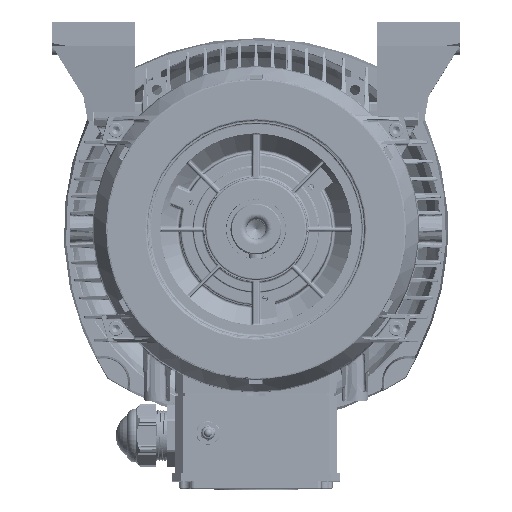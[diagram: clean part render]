
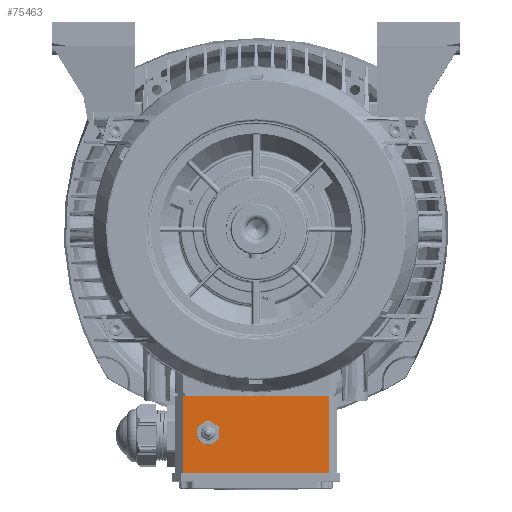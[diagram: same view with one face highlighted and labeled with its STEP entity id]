
A CAD part, top view. The second image highlights one B-rep face of the part: STEP entity #75463.
In plain terms, the highlighted planar face has unit normal (0, 0, 1).
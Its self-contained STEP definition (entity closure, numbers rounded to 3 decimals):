
#42179=LINE('',#432144,#57613);
#42366=LINE('',#432829,#57800);
#42377=LINE('',#432850,#57811);
#42378=LINE('',#432852,#57812);
#57613=VECTOR('',#311286,1.);
#57800=VECTOR('',#311965,1.);
#57811=VECTOR('',#311986,1.);
#57812=VECTOR('',#311989,1.);
#75463=ADVANCED_FACE('',(#92344,#92345),#87064,.T.);
#87064=PLANE('',#273804);
#92344=FACE_BOUND('',#100770,.T.);
#92345=FACE_BOUND('',#100771,.T.);
#100770=EDGE_LOOP('',(#142364));
#100771=EDGE_LOOP('',(#142365,#142366,#142367,#142368));
#142364=ORIENTED_EDGE('',*,*,#231333,.F.);
#142365=ORIENTED_EDGE('',*,*,#231512,.F.);
#142366=ORIENTED_EDGE('',*,*,#231524,.F.);
#142367=ORIENTED_EDGE('',*,*,#231208,.T.);
#142368=ORIENTED_EDGE('',*,*,#231523,.T.);
#200501=VERTEX_POINT('',#432143);
#200502=VERTEX_POINT('',#432145);
#200585=VERTEX_POINT('',#432448);
#200696=VERTEX_POINT('',#432828);
#200697=VERTEX_POINT('',#432830);
#231208=EDGE_CURVE('',#200502,#200501,#42179,.T.);
#231333=EDGE_CURVE('',#200585,#200585,#259557,.T.);
#231512=EDGE_CURVE('',#200696,#200697,#42366,.T.);
#231523=EDGE_CURVE('',#200501,#200697,#42377,.T.);
#231524=EDGE_CURVE('',#200502,#200696,#42378,.T.);
#259557=CIRCLE('',#273648,9.25);
#273648=AXIS2_PLACEMENT_3D('',#432447,#311545,#311546);
#273804=AXIS2_PLACEMENT_3D('',#432853,#311990,#311991);
#311286=DIRECTION('',(-1.,0.,0.));
#311545=DIRECTION('',(0.,0.,1.));
#311546=DIRECTION('',(1.,0.,0.));
#311965=DIRECTION('',(-1.,0.,0.));
#311986=DIRECTION('',(0.,-1.,0.));
#311989=DIRECTION('',(0.,-1.,0.));
#311990=DIRECTION('',(0.,0.,1.));
#311991=DIRECTION('',(1.,0.,0.));
#432143=CARTESIAN_POINT('',(-79.5,-181.,393.85));
#432144=CARTESIAN_POINT('',(79.5,-181.,393.85));
#432145=CARTESIAN_POINT('',(79.5,-181.,393.85));
#432447=CARTESIAN_POINT('',(-52.,-221.,393.85));
#432448=CARTESIAN_POINT('',(-42.75,-221.,393.85));
#432828=CARTESIAN_POINT('',(79.5,-266.,393.85));
#432829=CARTESIAN_POINT('',(79.5,-266.,393.85));
#432830=CARTESIAN_POINT('',(-79.5,-266.,393.85));
#432850=CARTESIAN_POINT('',(-79.5,-181.,393.85));
#432852=CARTESIAN_POINT('',(79.5,-181.,393.85));
#432853=CARTESIAN_POINT('',(79.5,-181.,393.85));
